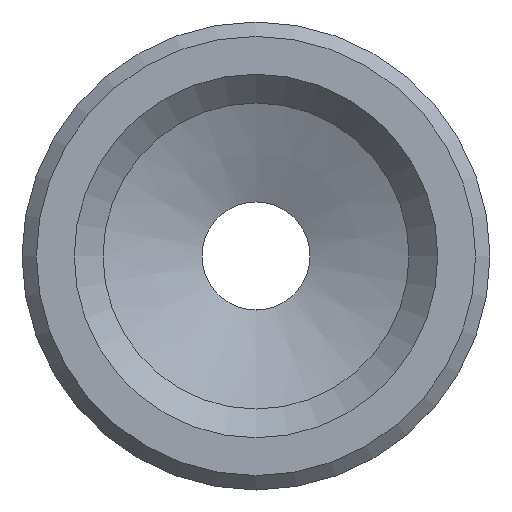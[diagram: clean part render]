
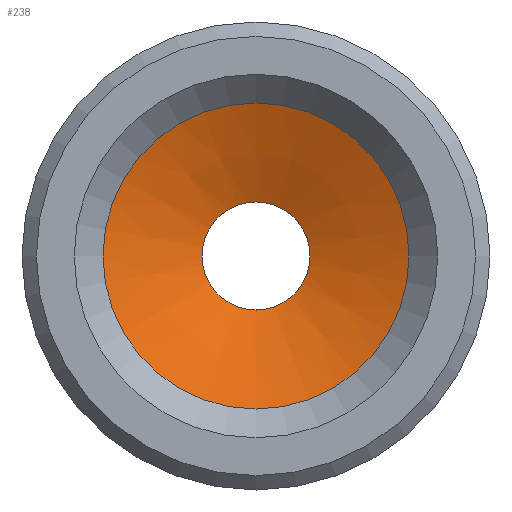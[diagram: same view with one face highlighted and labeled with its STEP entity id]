
A CAD part, front view. The second image highlights one B-rep face of the part: STEP entity #238.
In plain terms, the highlighted conical face has half-angle 68 degrees and reference radius 4.25 mm.
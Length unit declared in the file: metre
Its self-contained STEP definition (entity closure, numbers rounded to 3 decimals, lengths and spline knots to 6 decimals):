
#238 = ADVANCED_FACE( 'NONE', ( #659, #660 ), #661, .F. );
#659 = FACE_OUTER_BOUND( '', #1392, .T. );
#660 = FACE_BOUND( '', #1393, .T. );
#661 = CONICAL_SURFACE( '', #1394, 0.00425, 1.187 );
#1392 = EDGE_LOOP( '', ( #3882 ) );
#1393 = EDGE_LOOP( '', ( #3883 ) );
#1394 = AXIS2_PLACEMENT_3D( '', #3884, #3885, #3886 );
#3882 = ORIENTED_EDGE( '', *, *, #5454, .T. );
#3883 = ORIENTED_EDGE( '', *, *, #5455, .F. );
#3884 = CARTESIAN_POINT( '', ( 0., 0.008, 0. ) );
#3885 = DIRECTION( '', ( 0., -1., 0. ) );
#3886 = DIRECTION( '', ( 0., 0., -1. ) );
#5454 = EDGE_CURVE( 'NONE', #6174, #6174, #6175, .T. );
#5455 = EDGE_CURVE( 'NONE', #6176, #6176, #6177, .T. );
#6174 = VERTEX_POINT( '', #7311 );
#6175 = CIRCLE( '', #7312, 0.00425 );
#6176 = VERTEX_POINT( '', #7313 );
#6177 = CIRCLE( '', #7314, 0.0015 );
#7311 = CARTESIAN_POINT( '', ( 0., 0.008, -0.00425 ) );
#7312 = AXIS2_PLACEMENT_3D( '', #10380, #10381, #10382 );
#7313 = CARTESIAN_POINT( '', ( 0., 0.009111, -0.0015 ) );
#7314 = AXIS2_PLACEMENT_3D( '', #10383, #10384, #10385 );
#10380 = CARTESIAN_POINT( '', ( 0., 0.008, 0. ) );
#10381 = DIRECTION( '', ( 0., -1., 0. ) );
#10382 = DIRECTION( '', ( 0., 0., -1. ) );
#10383 = CARTESIAN_POINT( '', ( 0., 0.009111, 0. ) );
#10384 = DIRECTION( '', ( 0., -1., 0. ) );
#10385 = DIRECTION( '', ( 0., 0., -1. ) );
